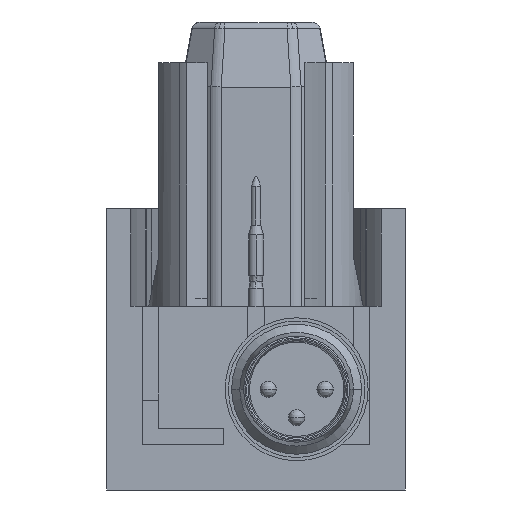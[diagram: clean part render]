
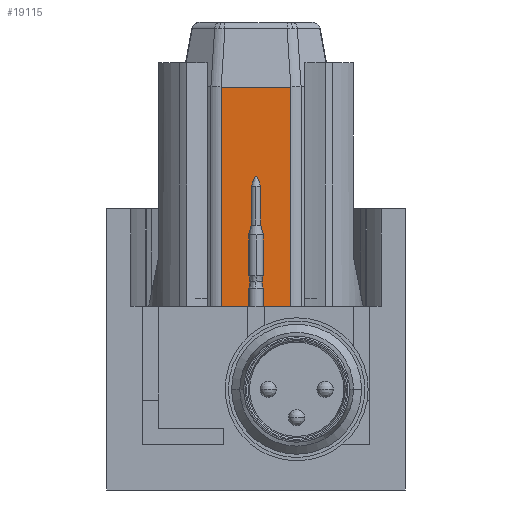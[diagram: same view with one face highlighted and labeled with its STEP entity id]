
A CAD part, front view. The second image highlights one B-rep face of the part: STEP entity #19115.
In plain terms, the highlighted planar face has unit normal (0, -1, 0).
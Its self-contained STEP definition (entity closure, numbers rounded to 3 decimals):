
#28 = VERTEX_POINT ( 'NONE', #5493 ) ;
#1109 = CARTESIAN_POINT ( 'NONE',  ( -2.136, 9.6, 24.8 ) ) ;
#1469 = ORIENTED_EDGE ( 'NONE', *, *, #1488, .F. ) ;
#1488 = EDGE_CURVE ( 'NONE', #2470, #8563, #16372, .T. ) ;
#2266 = VECTOR ( 'NONE', #16293, 1000. ) ;
#2470 = VERTEX_POINT ( 'NONE', #16717 ) ;
#3897 = CARTESIAN_POINT ( 'NONE',  ( -2.136, 9.6, 17.55 ) ) ;
#3924 = PLANE ( 'NONE',  #5640 ) ;
#5481 = LINE ( 'NONE', #3897, #2266 ) ;
#5493 = CARTESIAN_POINT ( 'NONE',  ( -2.136, 9.6, 10.3 ) ) ;
#5640 = AXIS2_PLACEMENT_3D ( 'NONE', #19401, #16015, #5804 ) ;
#5804 = DIRECTION ( 'NONE',  ( 0., 0., -1. ) ) ;
#8563 = VERTEX_POINT ( 'NONE', #13087 ) ;
#8704 = VERTEX_POINT ( 'NONE', #1109 ) ;
#8845 = EDGE_CURVE ( 'NONE', #8563, #28, #19456, .T. ) ;
#9960 = FACE_OUTER_BOUND ( 'NONE', #11128, .T. ) ;
#10514 = CARTESIAN_POINT ( 'NONE',  ( 0., 9.6, 10.3 ) ) ;
#10527 = ORIENTED_EDGE ( 'NONE', *, *, #8845, .F. ) ;
#10902 = EDGE_CURVE ( 'NONE', #28, #8704, #5481, .T. ) ;
#11128 = EDGE_LOOP ( 'NONE', ( #1469, #15705, #16822, #10527 ) ) ;
#13087 = CARTESIAN_POINT ( 'NONE',  ( 2.136, 9.6, 10.3 ) ) ;
#13285 = DIRECTION ( 'NONE',  ( -1., 0., 0. ) ) ;
#14428 = CARTESIAN_POINT ( 'NONE',  ( 0., 9.6, 24.8 ) ) ;
#14790 = CARTESIAN_POINT ( 'NONE',  ( 2.136, 9.6, 17.55 ) ) ;
#15143 = VECTOR ( 'NONE', #17699, 1000. ) ;
#15705 = ORIENTED_EDGE ( 'NONE', *, *, #19076, .F. ) ;
#16015 = DIRECTION ( 'NONE',  ( 0., 1., 0. ) ) ;
#16182 = DIRECTION ( 'NONE',  ( 0., 0., -1. ) ) ;
#16293 = DIRECTION ( 'NONE',  ( 0., 0., 1. ) ) ;
#16372 = LINE ( 'NONE', #14790, #18414 ) ;
#16717 = CARTESIAN_POINT ( 'NONE',  ( 2.136, 9.6, 24.8 ) ) ;
#16822 = ORIENTED_EDGE ( 'NONE', *, *, #10902, .F. ) ;
#17513 = LINE ( 'NONE', #14428, #15143 ) ;
#17699 = DIRECTION ( 'NONE',  ( 1., 0., 0. ) ) ;
#18414 = VECTOR ( 'NONE', #16182, 1000. ) ;
#18645 = VECTOR ( 'NONE', #13285, 1000. ) ;
#19076 = EDGE_CURVE ( 'NONE', #8704, #2470, #17513, .T. ) ;
#19115 = ADVANCED_FACE ( 'NONE', ( #9960 ), #3924, .F. ) ;
#19401 = CARTESIAN_POINT ( 'NONE',  ( 2.136, 9.6, 24.8 ) ) ;
#19456 = LINE ( 'NONE', #10514, #18645 ) ;
